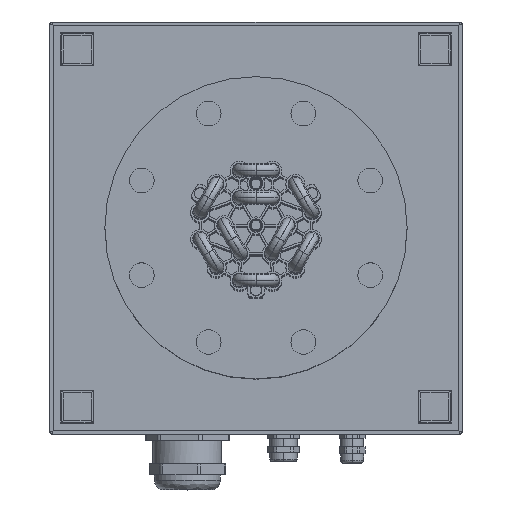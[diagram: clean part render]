
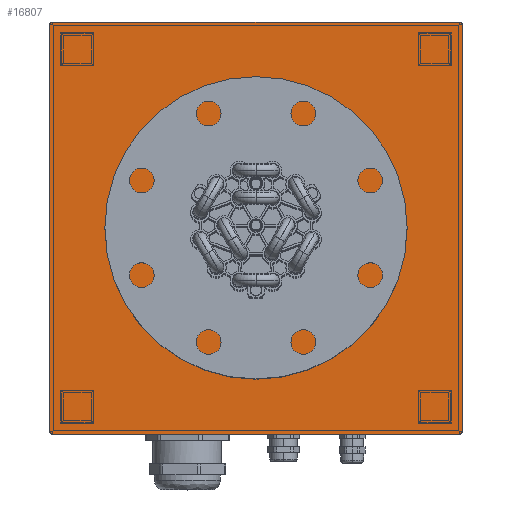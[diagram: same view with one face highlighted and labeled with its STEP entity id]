
A CAD part, top view. The second image highlights one B-rep face of the part: STEP entity #16807.
In plain terms, the highlighted face is planar.
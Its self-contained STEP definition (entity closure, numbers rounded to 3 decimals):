
#792 = VERTEX_POINT ( 'NONE', #37318 ) ;
#1030 = DIRECTION ( 'NONE',  ( 0., 0., 1. ) ) ;
#1551 = DIRECTION ( 'NONE',  ( 0., 1., 0. ) ) ;
#1615 = CARTESIAN_POINT ( 'NONE',  ( 148., -150., -4. ) ) ;
#1963 = CIRCLE ( 'NONE', #7089, 2. ) ;
#2983 = CIRCLE ( 'NONE', #25401, 58.15 ) ;
#2991 = CARTESIAN_POINT ( 'NONE',  ( 150., 148., -4. ) ) ;
#3348 = EDGE_LOOP ( 'NONE', ( #15986, #31262, #39118, #31674, #25091, #13811, #7116, #7129 ) ) ;
#3523 = DIRECTION ( 'NONE',  ( 0., 0., -1. ) ) ;
#3797 = AXIS2_PLACEMENT_3D ( 'NONE', #7081, #19303, #38680 ) ;
#4041 = VERTEX_POINT ( 'NONE', #26348 ) ;
#4567 = LINE ( 'NONE', #16781, #8429 ) ;
#5251 = DIRECTION ( 'NONE',  ( 1., 0., 0. ) ) ;
#5866 = VERTEX_POINT ( 'NONE', #32169 ) ;
#6142 = AXIS2_PLACEMENT_3D ( 'NONE', #16256, #1030, #10279 ) ;
#6751 = LINE ( 'NONE', #37375, #21185 ) ;
#7081 = CARTESIAN_POINT ( 'NONE',  ( -148., -148., -4. ) ) ;
#7089 = AXIS2_PLACEMENT_3D ( 'NONE', #8360, #10944, #7537 ) ;
#7116 = ORIENTED_EDGE ( 'NONE', *, *, #21902, .F. ) ;
#7129 = ORIENTED_EDGE ( 'NONE', *, *, #26887, .F. ) ;
#7537 = DIRECTION ( 'NONE',  ( -1., 0., 0. ) ) ;
#8154 = VERTEX_POINT ( 'NONE', #23812 ) ;
#8360 = CARTESIAN_POINT ( 'NONE',  ( 148., 148., -4. ) ) ;
#8429 = VECTOR ( 'NONE', #1551, 1000. ) ;
#9616 = CIRCLE ( 'NONE', #23690, 2. ) ;
#9928 = DIRECTION ( 'NONE',  ( -1., 0., 0. ) ) ;
#10279 = DIRECTION ( 'NONE',  ( 1., 0., 0. ) ) ;
#10575 = EDGE_CURVE ( 'NONE', #36867, #19378, #4567, .T. ) ;
#10643 = CARTESIAN_POINT ( 'NONE',  ( 0., 0., -4. ) ) ;
#10859 = DIRECTION ( 'NONE',  ( 0., 0., 1. ) ) ;
#10944 = DIRECTION ( 'NONE',  ( 0., 0., 1. ) ) ;
#11495 = VECTOR ( 'NONE', #32700, 1000. ) ;
#11577 = CARTESIAN_POINT ( 'NONE',  ( -148., 150., -4. ) ) ;
#12838 = DIRECTION ( 'NONE',  ( 1., 0., 0. ) ) ;
#13122 = VERTEX_POINT ( 'NONE', #1615 ) ;
#13207 = CIRCLE ( 'NONE', #6142, 58.15 ) ;
#13811 = ORIENTED_EDGE ( 'NONE', *, *, #36551, .F. ) ;
#14275 = ORIENTED_EDGE ( 'NONE', *, *, #19131, .T. ) ;
#14440 = CARTESIAN_POINT ( 'NONE',  ( -148., -150., -4. ) ) ;
#15521 = FACE_BOUND ( 'NONE', #32808, .T. ) ;
#15793 = DIRECTION ( 'NONE',  ( 0., 0., 1. ) ) ;
#15986 = ORIENTED_EDGE ( 'NONE', *, *, #35417, .F. ) ;
#16256 = CARTESIAN_POINT ( 'NONE',  ( 0., 0., -4. ) ) ;
#16781 = CARTESIAN_POINT ( 'NONE',  ( 150., 148., -4. ) ) ;
#16807 = ADVANCED_FACE ( 'NONE', ( #15521, #20641 ), #18746, .T. ) ;
#18746 = PLANE ( 'NONE',  #27436 ) ;
#19131 = EDGE_CURVE ( 'NONE', #28234, #4041, #13207, .T. ) ;
#19221 = EDGE_CURVE ( 'NONE', #4041, #28234, #2983, .T. ) ;
#19303 = DIRECTION ( 'NONE',  ( 0., 0., 1. ) ) ;
#19378 = VERTEX_POINT ( 'NONE', #2991 ) ;
#20278 = LINE ( 'NONE', #14440, #11495 ) ;
#20641 = FACE_OUTER_BOUND ( 'NONE', #3348, .T. ) ;
#21185 = VECTOR ( 'NONE', #22183, 1000. ) ;
#21238 = CARTESIAN_POINT ( 'NONE',  ( 58.15, 0., -4. ) ) ;
#21858 = CARTESIAN_POINT ( 'NONE',  ( -148., 148., -4. ) ) ;
#21902 = EDGE_CURVE ( 'NONE', #792, #26903, #35182, .T. ) ;
#22183 = DIRECTION ( 'NONE',  ( 0., -1., 0. ) ) ;
#22360 = AXIS2_PLACEMENT_3D ( 'NONE', #21858, #15793, #27476 ) ;
#23690 = AXIS2_PLACEMENT_3D ( 'NONE', #25453, #28281, #12838 ) ;
#23812 = CARTESIAN_POINT ( 'NONE',  ( -150., -148., -4. ) ) ;
#25091 = ORIENTED_EDGE ( 'NONE', *, *, #34207, .F. ) ;
#25401 = AXIS2_PLACEMENT_3D ( 'NONE', #10643, #10859, #5251 ) ;
#25453 = CARTESIAN_POINT ( 'NONE',  ( 148., -148., -4. ) ) ;
#26348 = CARTESIAN_POINT ( 'NONE',  ( -58.15, 0., -4. ) ) ;
#26606 = CARTESIAN_POINT ( 'NONE',  ( -150., 148., -4. ) ) ;
#26887 = EDGE_CURVE ( 'NONE', #5866, #792, #35573, .T. ) ;
#26903 = VERTEX_POINT ( 'NONE', #26606 ) ;
#27436 = AXIS2_PLACEMENT_3D ( 'NONE', #32836, #3523, #9928 ) ;
#27476 = DIRECTION ( 'NONE',  ( 1., 0., 0. ) ) ;
#27499 = CIRCLE ( 'NONE', #3797, 2. ) ;
#27656 = VECTOR ( 'NONE', #33186, 1000. ) ;
#28234 = VERTEX_POINT ( 'NONE', #21238 ) ;
#28281 = DIRECTION ( 'NONE',  ( 0., 0., 1. ) ) ;
#29208 = CARTESIAN_POINT ( 'NONE',  ( 150., -148., -4. ) ) ;
#30300 = VERTEX_POINT ( 'NONE', #38091 ) ;
#31262 = ORIENTED_EDGE ( 'NONE', *, *, #10575, .F. ) ;
#31674 = ORIENTED_EDGE ( 'NONE', *, *, #34284, .F. ) ;
#32169 = CARTESIAN_POINT ( 'NONE',  ( 148., 150., -4. ) ) ;
#32700 = DIRECTION ( 'NONE',  ( 1., 0., 0. ) ) ;
#32808 = EDGE_LOOP ( 'NONE', ( #14275, #36915 ) ) ;
#32836 = CARTESIAN_POINT ( 'NONE',  ( 148., 148., -4. ) ) ;
#33186 = DIRECTION ( 'NONE',  ( -1., 0., 0. ) ) ;
#34207 = EDGE_CURVE ( 'NONE', #8154, #30300, #27499, .T. ) ;
#34284 = EDGE_CURVE ( 'NONE', #30300, #13122, #20278, .T. ) ;
#34490 = EDGE_CURVE ( 'NONE', #13122, #36867, #9616, .T. ) ;
#35182 = CIRCLE ( 'NONE', #22360, 2. ) ;
#35417 = EDGE_CURVE ( 'NONE', #19378, #5866, #1963, .T. ) ;
#35573 = LINE ( 'NONE', #11577, #27656 ) ;
#36551 = EDGE_CURVE ( 'NONE', #26903, #8154, #6751, .T. ) ;
#36867 = VERTEX_POINT ( 'NONE', #29208 ) ;
#36915 = ORIENTED_EDGE ( 'NONE', *, *, #19221, .T. ) ;
#37318 = CARTESIAN_POINT ( 'NONE',  ( -148., 150., -4. ) ) ;
#37375 = CARTESIAN_POINT ( 'NONE',  ( -150., 148., -4. ) ) ;
#38091 = CARTESIAN_POINT ( 'NONE',  ( -148., -150., -4. ) ) ;
#38680 = DIRECTION ( 'NONE',  ( 1., 0., 0. ) ) ;
#39118 = ORIENTED_EDGE ( 'NONE', *, *, #34490, .F. ) ;
